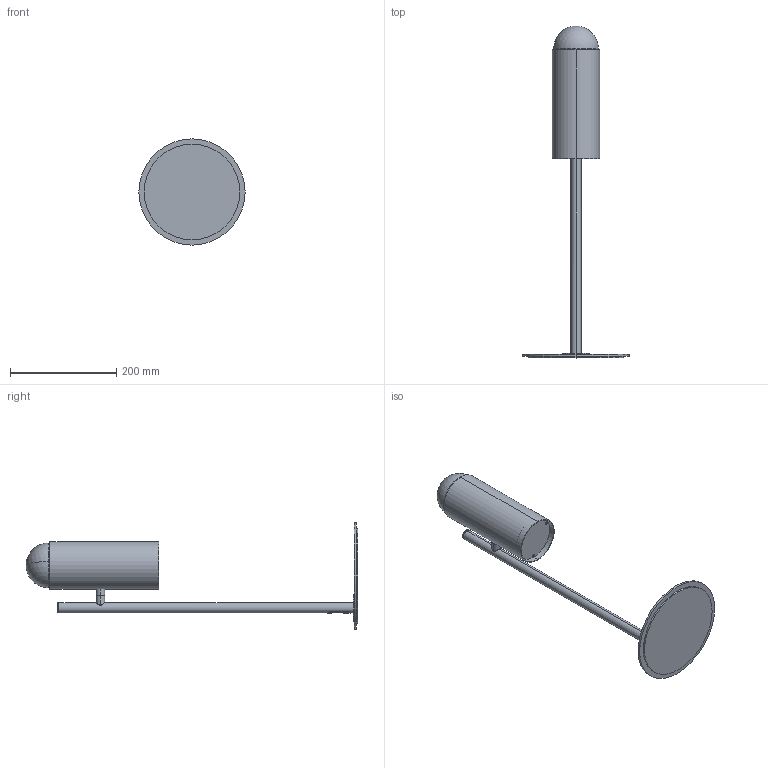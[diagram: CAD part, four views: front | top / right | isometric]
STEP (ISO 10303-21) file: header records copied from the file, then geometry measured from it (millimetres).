
FILE_DESCRIPTION (( 'STEP AP203' ), '1' );
FILE_NAME ('HY 77 TL._exported.step', '2025-02-09T07:10:10', ( '' ), ( '' ), 'SwSTEP 2.0', 'SolidWorks 2023', '' );
FILE_SCHEMA (( 'CONFIG_CONTROL_DESIGN' ));
Length unit declared in the file: millimetre
Products named in the file (1): HY 77 TL._exported
Bounding box: 200 x 625 x 200 mm (x, y, z)
Surface area: 185382.3 mm2 (no closed solid volume)
Topology: 0 solids, 11 shells, 72 faces, 280 edges, 217 vertices
Faces by surface type: cylinder 38, plane 22, bspline 6, cone 4, sphere 2
Entity records: 4124 total; most frequent: CARTESIAN_POINT 1806, DIRECTION 461, ORIENTED_EDGE 397, EDGE_CURVE 276, VERTEX_POINT 215, AXIS2_PLACEMENT_3D 168, LINE 125, VECTOR 125
